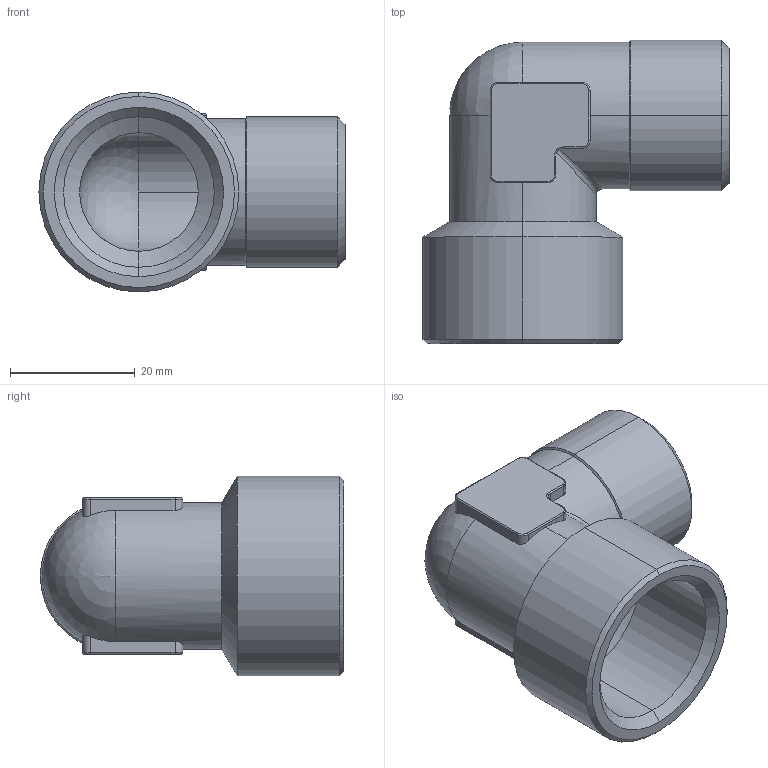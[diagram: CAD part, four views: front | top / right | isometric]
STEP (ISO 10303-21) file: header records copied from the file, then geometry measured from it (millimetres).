
FILE_DESCRIPTION (( 'STEP AP203' ), '1' );
FILE_NAME ('05120005.STEP', '2012-04-03T07:10:23', ( 'Gabriele' ), ( '' ), 'SwSTEP 2.0', 'SolidWorks 2011', '' );
FILE_SCHEMA (( 'CONFIG_CONTROL_DESIGN' ));
Length unit declared in the file: millimetre
Products named in the file (1): 05120005
Bounding box: 49 x 48.56 x 32 mm (x, y, z)
Volume: 14703.5 mm3; surface area: 10728.2 mm2
Topology: 1 solids, 1 shells, 83 faces, 206 edges, 123 vertices
Faces by surface type: cylinder 38, plane 16, cone 14, torus 12, sphere 2, bspline 1
Entity records: 2743 total; most frequent: CARTESIAN_POINT 735, DIRECTION 422, ORIENTED_EDGE 402, EDGE_CURVE 201, AXIS2_PLACEMENT_3D 174, VERTEX_POINT 120, CIRCLE 91, EDGE_LOOP 85
